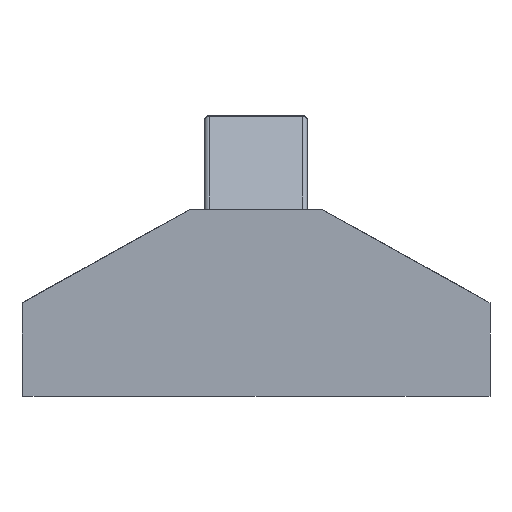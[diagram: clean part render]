
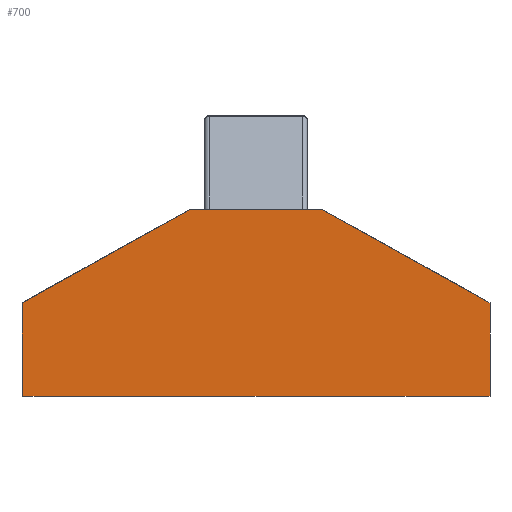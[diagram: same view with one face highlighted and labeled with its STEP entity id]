
A CAD part, left-side view. The second image highlights one B-rep face of the part: STEP entity #700.
In plain terms, the highlighted planar face has unit normal (-1, 0, 0).
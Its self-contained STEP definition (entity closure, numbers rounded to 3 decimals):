
#51 = CARTESIAN_POINT ( 'NONE',  ( 0., -25., 10. ) ) ;
#58 = VECTOR ( 'NONE', #2828, 1000. ) ;
#131 = LINE ( 'NONE', #1664, #58 ) ;
#149 = EDGE_CURVE ( 'NONE', #1646, #1833, #1222, .T. ) ;
#159 = EDGE_CURVE ( 'NONE', #1806, #1646, #1147, .T. ) ;
#245 = VECTOR ( 'NONE', #1082, 1000. ) ;
#296 = EDGE_CURVE ( 'NONE', #1833, #600, #131, .T. ) ;
#329 = EDGE_CURVE ( 'NONE', #1245, #1806, #620, .T. ) ;
#455 = DIRECTION ( 'NONE',  ( 0., -1., 0. ) ) ;
#534 = DIRECTION ( 'NONE',  ( 0., -0.874, -0.486 ) ) ;
#600 = VERTEX_POINT ( 'NONE', #1168 ) ;
#620 = LINE ( 'NONE', #2579, #2654 ) ;
#635 = VERTEX_POINT ( 'NONE', #2341 ) ;
#700 = ADVANCED_FACE ( 'NONE', ( #1013 ), #2307, .F. ) ;
#846 = CARTESIAN_POINT ( 'NONE',  ( 0., 25., 10. ) ) ;
#953 = EDGE_LOOP ( 'NONE', ( #2581, #2953, #1788, #1468, #2272, #1980 ) ) ;
#1013 = FACE_OUTER_BOUND ( 'NONE', #953, .T. ) ;
#1070 = VECTOR ( 'NONE', #534, 1000. ) ;
#1082 = DIRECTION ( 'NONE',  ( 0., -0.874, 0.486 ) ) ;
#1147 = LINE ( 'NONE', #1712, #1070 ) ;
#1168 = CARTESIAN_POINT ( 'NONE',  ( 0., 25., 0. ) ) ;
#1178 = DIRECTION ( 'NONE',  ( 0., 0., 1. ) ) ;
#1222 = LINE ( 'NONE', #51, #1770 ) ;
#1245 = VERTEX_POINT ( 'NONE', #2879 ) ;
#1332 = CARTESIAN_POINT ( 'NONE',  ( 0., -7., 20. ) ) ;
#1345 = DIRECTION ( 'NONE',  ( 1., 0., 0. ) ) ;
#1468 = ORIENTED_EDGE ( 'NONE', *, *, #2915, .F. ) ;
#1504 = CARTESIAN_POINT ( 'NONE',  ( 0., -25., 10. ) ) ;
#1646 = VERTEX_POINT ( 'NONE', #1504 ) ;
#1664 = CARTESIAN_POINT ( 'NONE',  ( 0., -25., 0. ) ) ;
#1712 = CARTESIAN_POINT ( 'NONE',  ( 0., -7., 20. ) ) ;
#1724 = DIRECTION ( 'NONE',  ( 0., 0., -1. ) ) ;
#1770 = VECTOR ( 'NONE', #1724, 1000. ) ;
#1788 = ORIENTED_EDGE ( 'NONE', *, *, #329, .F. ) ;
#1806 = VERTEX_POINT ( 'NONE', #1332 ) ;
#1822 = EDGE_CURVE ( 'NONE', #600, #635, #2780, .T. ) ;
#1824 = CARTESIAN_POINT ( 'NONE',  ( 0., -25., 0. ) ) ;
#1833 = VERTEX_POINT ( 'NONE', #1889 ) ;
#1889 = CARTESIAN_POINT ( 'NONE',  ( 0., -25., 0. ) ) ;
#1980 = ORIENTED_EDGE ( 'NONE', *, *, #296, .F. ) ;
#2088 = VECTOR ( 'NONE', #1178, 1000. ) ;
#2122 = CARTESIAN_POINT ( 'NONE',  ( 0., 25., 0. ) ) ;
#2148 = LINE ( 'NONE', #846, #245 ) ;
#2272 = ORIENTED_EDGE ( 'NONE', *, *, #1822, .F. ) ;
#2307 = PLANE ( 'NONE',  #2710 ) ;
#2341 = CARTESIAN_POINT ( 'NONE',  ( 0., 25., 10. ) ) ;
#2579 = CARTESIAN_POINT ( 'NONE',  ( 0., 7., 20. ) ) ;
#2581 = ORIENTED_EDGE ( 'NONE', *, *, #149, .F. ) ;
#2654 = VECTOR ( 'NONE', #455, 1000. ) ;
#2710 = AXIS2_PLACEMENT_3D ( 'NONE', #1824, #1345, #2754 ) ;
#2754 = DIRECTION ( 'NONE',  ( 0., 0., -1. ) ) ;
#2780 = LINE ( 'NONE', #2122, #2088 ) ;
#2828 = DIRECTION ( 'NONE',  ( 0., 1., 0. ) ) ;
#2879 = CARTESIAN_POINT ( 'NONE',  ( 0., 7., 20. ) ) ;
#2915 = EDGE_CURVE ( 'NONE', #635, #1245, #2148, .T. ) ;
#2953 = ORIENTED_EDGE ( 'NONE', *, *, #159, .F. ) ;
